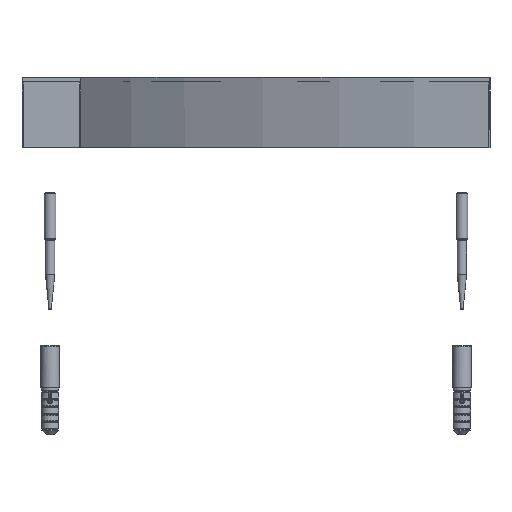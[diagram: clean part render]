
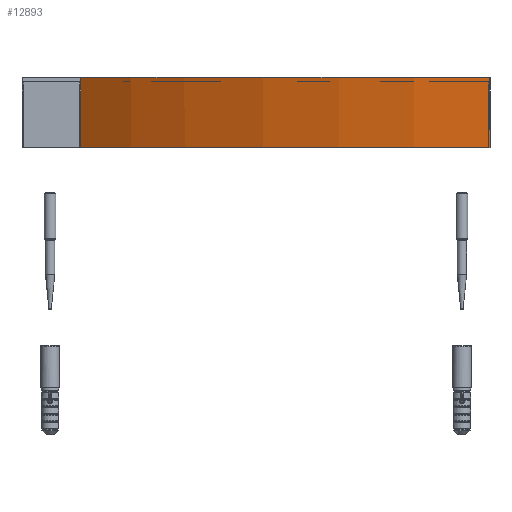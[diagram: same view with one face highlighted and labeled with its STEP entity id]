
A CAD part, left-side view. The second image highlights one B-rep face of the part: STEP entity #12893.
In plain terms, the highlighted free-form (B-spline) face has degree [3, 1] with [8, 2] control points.
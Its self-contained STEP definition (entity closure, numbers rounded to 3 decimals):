
#60 = CARTESIAN_POINT ( 'NONE',  ( 46.417, 162.531, -28. ) ) ;
#158 = CARTESIAN_POINT ( 'NONE',  ( 27.194, 132.398, 1.75 ) ) ;
#220 = CARTESIAN_POINT ( 'NONE',  ( -5.494, 54.245, -28. ) ) ;
#574 = CARTESIAN_POINT ( 'NONE',  ( -12.5, 0., -28. ) ) ;
#931 = VECTOR ( 'NONE', #24227, 1000. ) ;
#1390 = LINE ( 'NONE', #13192, #18748 ) ;
#2139 = CARTESIAN_POINT ( 'NONE',  ( 51.22, 168.887, -28. ) ) ;
#2147 = CARTESIAN_POINT ( 'NONE',  ( 2.704, 77.907, 1.75 ) ) ;
#3726 = CARTESIAN_POINT ( 'NONE',  ( -12.5, 0., -28. ) ) ;
#3895 = B_SPLINE_CURVE_WITH_KNOTS ( 'NONE', 3,
 ( #14579, #21024, #12413, #27051, #6288, #14667, #23036, #4005, #20848, #2147, #16776, #8323, #8219, #4278, #23121, #10590, #25192, #12669, #158, #14758, #16872, #4372, #18986, #8134, #10319, #23581 ),
 .UNSPECIFIED., .F., .F.,
 ( 4, 2, 2, 2, 2, 2, 2, 2, 2, 2, 2, 2, 4 ),
 ( 0., 0.024, 0.048, 0.06, 0.072, 0.095, 0.107, 0.119, 0.131, 0.143, 0.155, 0.167, 0.191 ),
 .UNSPECIFIED. ) ;
#3995 = CARTESIAN_POINT ( 'NONE',  ( 16.328, 111.371, -28. ) ) ;
#4005 = CARTESIAN_POINT ( 'NONE',  ( -1.952, 62.685, 1.75 ) ) ;
#4161 = CARTESIAN_POINT ( 'NONE',  ( 20.341, 120.533, 1.75 ) ) ;
#4248 = CARTESIAN_POINT ( 'NONE',  ( 35.682, 147.818, 1.75 ) ) ;
#4270 = CARTESIAN_POINT ( 'NONE',  ( 11.417, 100.489, -28. ) ) ;
#4278 = CARTESIAN_POINT ( 'NONE',  ( 14.535, 107.523, 1.75 ) ) ;
#4372 = CARTESIAN_POINT ( 'NONE',  ( 37.492, 149.431, 1.75 ) ) ;
#5747 = CARTESIAN_POINT ( 'NONE',  ( -11.38, 15.946, -28. ) ) ;
#5828 = CARTESIAN_POINT ( 'NONE',  ( -4.972, 51.277, -28. ) ) ;
#5914 = CARTESIAN_POINT ( 'NONE',  ( -0.784, 66.692, -28. ) ) ;
#6288 = CARTESIAN_POINT ( 'NONE',  ( -7.688, 39.465, 1.75 ) ) ;
#6380 = CARTESIAN_POINT ( 'NONE',  ( 5.429, 85.654, -28. ) ) ;
#6629 = CARTESIAN_POINT ( 'NONE',  ( 20.341, 120.533, -28. ) ) ;
#7501 = CARTESIAN_POINT ( 'NONE',  ( 56.436, 175., 2. ) ) ;
#8134 = CARTESIAN_POINT ( 'NONE',  ( 46.446, 162.57, 1.75 ) ) ;
#8219 = CARTESIAN_POINT ( 'NONE',  ( 11.304, 100.224, 1.75 ) ) ;
#8314 = CARTESIAN_POINT ( 'NONE',  ( 39.663, 152.732, -28. ) ) ;
#8323 = CARTESIAN_POINT ( 'NONE',  ( 9.757, 96.543, 1.75 ) ) ;
#8376 = CARTESIAN_POINT ( 'NONE',  ( 7.666, 92.407, 1.75 ) ) ;
#8385 = EDGE_CURVE ( 'NONE', #24339, #21123, #1390, .T. ) ;
#9683 = CARTESIAN_POINT ( 'NONE',  ( -12.141, 8.001, -28. ) ) ;
#9762 = B_SPLINE_SURFACE_WITH_KNOTS ( 'NONE', 3, 1, ( 
 ( #17026, #25445 ),
 ( #16643, #10645 ),
 ( #4248, #16738 ),
 ( #4161, #6629 ),
 ( #8376, #27113 ),
 ( #14550, #220 ),
 ( #12558, #23002 ),
 ( #25351, #12725 ) ),
 .UNSPECIFIED., .F., .F., .F.,
 ( 4, 1, 1, 1, 1, 4 ),
 ( 2, 2 ),
 ( 0., 0.169, 0.367, 0.49, 0.653, 1. ),
 ( 0., 1. ),
 .UNSPECIFIED. ) ;
#10042 = CARTESIAN_POINT ( 'NONE',  ( -9.143, 31.734, -28. ) ) ;
#10312 = CARTESIAN_POINT ( 'NONE',  ( 14.648, 107.769, -28. ) ) ;
#10319 = CARTESIAN_POINT ( 'NONE',  ( 51.246, 168.918, 1.75 ) ) ;
#10590 = CARTESIAN_POINT ( 'NONE',  ( 19.709, 118.307, 1.75 ) ) ;
#10645 = CARTESIAN_POINT ( 'NONE',  ( 49.441, 166.802, -28. ) ) ;
#10852 = FACE_OUTER_BOUND ( 'NONE', #11555, .T. ) ;
#11555 = EDGE_LOOP ( 'NONE', ( #14624, #12786, #20970, #14262 ) ) ;
#11905 = EDGE_CURVE ( 'NONE', #24339, #23712, #3895, .T. ) ;
#12318 = CARTESIAN_POINT ( 'NONE',  ( 2.776, 78.122, -28. ) ) ;
#12413 = CARTESIAN_POINT ( 'NONE',  ( -11.385, 15.901, 1.75 ) ) ;
#12558 = CARTESIAN_POINT ( 'NONE',  ( -11.506, 22.172, 1.75 ) ) ;
#12669 = CARTESIAN_POINT ( 'NONE',  ( 25.258, 128.905, 1.75 ) ) ;
#12725 = CARTESIAN_POINT ( 'NONE',  ( -12.5, 0., -28. ) ) ;
#12786 = ORIENTED_EDGE ( 'NONE', *, *, #11905, .T. ) ;
#12893 = ADVANCED_FACE ( 'NONE', ( #10852 ), #9762, .F. ) ;
#13192 = CARTESIAN_POINT ( 'NONE',  ( -12.5, 0., 2. ) ) ;
#13996 = LINE ( 'NONE', #7501, #931 ) ;
#14262 = ORIENTED_EDGE ( 'NONE', *, *, #17887, .F. ) ;
#14550 = CARTESIAN_POINT ( 'NONE',  ( -5.494, 54.245, 1.75 ) ) ;
#14579 = CARTESIAN_POINT ( 'NONE',  ( -12.5, 0., 1.75 ) ) ;
#14624 = ORIENTED_EDGE ( 'NONE', *, *, #8385, .F. ) ;
#14667 = CARTESIAN_POINT ( 'NONE',  ( -5.008, 51.128, 1.75 ) ) ;
#14758 = CARTESIAN_POINT ( 'NONE',  ( 31.189, 139.296, 1.75 ) ) ;
#14804 = VERTEX_POINT ( 'NONE', #17018 ) ;
#16643 = CARTESIAN_POINT ( 'NONE',  ( 49.441, 166.802, 1.75 ) ) ;
#16667 = CARTESIAN_POINT ( 'NONE',  ( 37.487, 149.421, -28. ) ) ;
#16738 = CARTESIAN_POINT ( 'NONE',  ( 35.682, 147.818, -28. ) ) ;
#16776 = CARTESIAN_POINT ( 'NONE',  ( 5.343, 85.419, 1.75 ) ) ;
#16872 = CARTESIAN_POINT ( 'NONE',  ( 33.248, 142.703, 1.75 ) ) ;
#17018 = CARTESIAN_POINT ( 'NONE',  ( 56.436, 175., -28. ) ) ;
#17026 = CARTESIAN_POINT ( 'NONE',  ( 56.436, 175., 1.75 ) ) ;
#17887 = EDGE_CURVE ( 'NONE', #21123, #14804, #20341, .T. ) ;
#18203 = CARTESIAN_POINT ( 'NONE',  ( -3.996, 55.153, -28. ) ) ;
#18547 = CARTESIAN_POINT ( 'NONE',  ( 56.436, 175., -28. ) ) ;
#18631 = CARTESIAN_POINT ( 'NONE',  ( 33.262, 142.725, -28. ) ) ;
#18748 = VECTOR ( 'NONE', #26028, 1000. ) ;
#18986 = CARTESIAN_POINT ( 'NONE',  ( 39.677, 152.752, 1.75 ) ) ;
#20341 = B_SPLINE_CURVE_WITH_KNOTS ( 'NONE', 3,
 ( #3726, #9683, #5747, #10042, #24672, #5828, #18203, #20474, #5914, #12318, #6380, #22677, #4270, #10312, #3995, #27135, #23025, #20643, #18631, #16667, #8314, #60, #2139, #18547 ),
 .UNSPECIFIED., .F., .F.,
 ( 4, 2, 2, 2, 2, 2, 2, 2, 2, 2, 2, 4 ),
 ( 0., 0.024, 0.048, 0.06, 0.072, 0.096, 0.108, 0.12, 0.144, 0.155, 0.167, 0.191 ),
 .UNSPECIFIED. ) ;
#20474 = CARTESIAN_POINT ( 'NONE',  ( -1.902, 62.861, -28. ) ) ;
#20643 = CARTESIAN_POINT ( 'NONE',  ( 31.215, 139.339, -28. ) ) ;
#20848 = CARTESIAN_POINT ( 'NONE',  ( -0.839, 66.507, 1.75 ) ) ;
#20970 = ORIENTED_EDGE ( 'NONE', *, *, #26138, .T. ) ;
#21024 = CARTESIAN_POINT ( 'NONE',  ( -12.142, 7.979, 1.75 ) ) ;
#21123 = VERTEX_POINT ( 'NONE', #574 ) ;
#21159 = CARTESIAN_POINT ( 'NONE',  ( -12.5, 0., 1.75 ) ) ;
#22677 = CARTESIAN_POINT ( 'NONE',  ( 9.866, 96.808, -28. ) ) ;
#23002 = CARTESIAN_POINT ( 'NONE',  ( -11.506, 22.172, -28. ) ) ;
#23025 = CARTESIAN_POINT ( 'NONE',  ( 25.264, 129.068, -28. ) ) ;
#23036 = CARTESIAN_POINT ( 'NONE',  ( -4.036, 54.997, 1.75 ) ) ;
#23121 = CARTESIAN_POINT ( 'NONE',  ( 16.218, 111.138, 1.75 ) ) ;
#23420 = CARTESIAN_POINT ( 'NONE',  ( 56.436, 175., 1.75 ) ) ;
#23581 = CARTESIAN_POINT ( 'NONE',  ( 56.436, 175., 1.75 ) ) ;
#23712 = VERTEX_POINT ( 'NONE', #23420 ) ;
#24227 = DIRECTION ( 'NONE',  ( 0., 0., -1. ) ) ;
#24339 = VERTEX_POINT ( 'NONE', #21159 ) ;
#24672 = CARTESIAN_POINT ( 'NONE',  ( -7.666, 39.578, -28. ) ) ;
#25192 = CARTESIAN_POINT ( 'NONE',  ( 21.516, 121.861, 1.75 ) ) ;
#25351 = CARTESIAN_POINT ( 'NONE',  ( -12.5, 0., 1.75 ) ) ;
#25445 = CARTESIAN_POINT ( 'NONE',  ( 56.436, 175., -28. ) ) ;
#26028 = DIRECTION ( 'NONE',  ( 0., 0., -1. ) ) ;
#26138 = EDGE_CURVE ( 'NONE', #23712, #14804, #13996, .T. ) ;
#27051 = CARTESIAN_POINT ( 'NONE',  ( -9.158, 31.644, 1.75 ) ) ;
#27113 = CARTESIAN_POINT ( 'NONE',  ( 7.666, 92.407, -28. ) ) ;
#27135 = CARTESIAN_POINT ( 'NONE',  ( 21.548, 122.072, -28. ) ) ;
